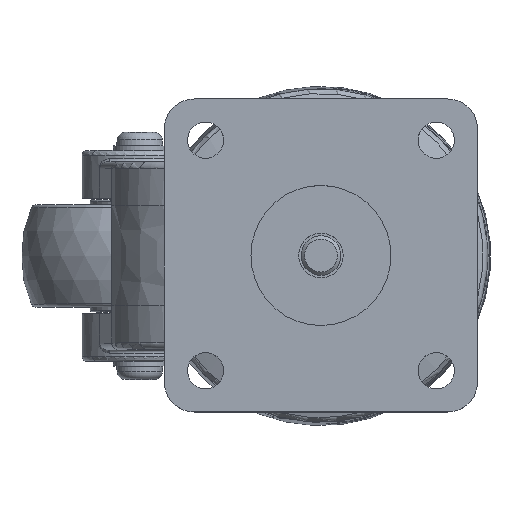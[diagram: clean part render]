
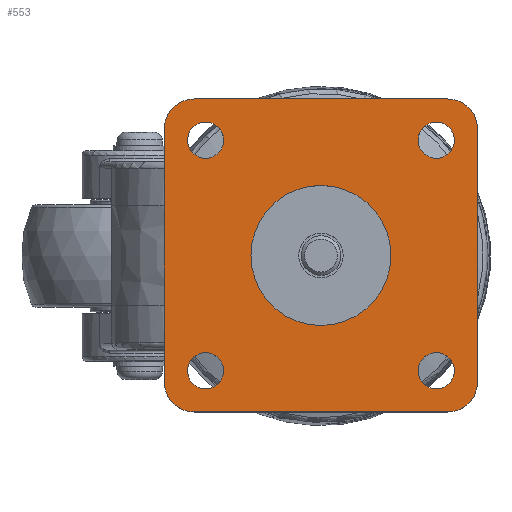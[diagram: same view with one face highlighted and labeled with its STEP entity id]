
A CAD part, top view. The second image highlights one B-rep face of the part: STEP entity #553.
In plain terms, the highlighted planar face has unit normal (0, 0, 1).
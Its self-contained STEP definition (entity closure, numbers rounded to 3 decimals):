
#553=ADVANCED_FACE('',(#1837,#991,#1838,#1839,#1840,#1841),#913,.T.);
#913=PLANE('',#5410);
#991=FACE_OUTER_BOUND('',#1927,.T.);
#1325=LINE('',#7720,#1581);
#1326=LINE('',#7725,#1582);
#1327=LINE('',#7729,#1583);
#1328=LINE('',#7733,#1584);
#1581=VECTOR('',#6091,1.);
#1582=VECTOR('',#6094,1.);
#1583=VECTOR('',#6097,1.);
#1584=VECTOR('',#6100,1.);
#1837=FACE_BOUND('',#1926,.T.);
#1838=FACE_BOUND('',#1928,.T.);
#1839=FACE_BOUND('',#1929,.T.);
#1840=FACE_BOUND('',#1930,.T.);
#1841=FACE_BOUND('',#1931,.T.);
#1926=EDGE_LOOP('',(#2349));
#1927=EDGE_LOOP('',(#2350,#2351,#2352,#2353,#2354,#2355,#2356,#2357));
#1928=EDGE_LOOP('',(#2358));
#1929=EDGE_LOOP('',(#2359));
#1930=EDGE_LOOP('',(#2360));
#1931=EDGE_LOOP('',(#2361));
#2349=ORIENTED_EDGE('',*,*,#4310,.T.);
#2350=ORIENTED_EDGE('',*,*,#4311,.F.);
#2351=ORIENTED_EDGE('',*,*,#4312,.T.);
#2352=ORIENTED_EDGE('',*,*,#4313,.F.);
#2353=ORIENTED_EDGE('',*,*,#4314,.T.);
#2354=ORIENTED_EDGE('',*,*,#4315,.F.);
#2355=ORIENTED_EDGE('',*,*,#4316,.T.);
#2356=ORIENTED_EDGE('',*,*,#4317,.F.);
#2357=ORIENTED_EDGE('',*,*,#4318,.T.);
#2358=ORIENTED_EDGE('',*,*,#4319,.F.);
#2359=ORIENTED_EDGE('',*,*,#4320,.F.);
#2360=ORIENTED_EDGE('',*,*,#4321,.F.);
#2361=ORIENTED_EDGE('',*,*,#4322,.F.);
#3861=VERTEX_POINT('',#7719);
#3862=VERTEX_POINT('',#7721);
#3863=VERTEX_POINT('',#7722);
#3864=VERTEX_POINT('',#7724);
#3865=VERTEX_POINT('',#7726);
#3866=VERTEX_POINT('',#7728);
#3867=VERTEX_POINT('',#7730);
#3868=VERTEX_POINT('',#7732);
#3869=VERTEX_POINT('',#7734);
#3870=VERTEX_POINT('',#7737);
#3871=VERTEX_POINT('',#7739);
#3872=VERTEX_POINT('',#7741);
#3873=VERTEX_POINT('',#7743);
#4310=EDGE_CURVE('',#3861,#3861,#5066,.T.);
#4311=EDGE_CURVE('',#3862,#3863,#1325,.T.);
#4312=EDGE_CURVE('',#3862,#3864,#5067,.T.);
#4313=EDGE_CURVE('',#3865,#3864,#1326,.T.);
#4314=EDGE_CURVE('',#3865,#3866,#5068,.T.);
#4315=EDGE_CURVE('',#3867,#3866,#1327,.T.);
#4316=EDGE_CURVE('',#3867,#3868,#5069,.T.);
#4317=EDGE_CURVE('',#3869,#3868,#1328,.T.);
#4318=EDGE_CURVE('',#3869,#3863,#5070,.T.);
#4319=EDGE_CURVE('',#3870,#3870,#5071,.T.);
#4320=EDGE_CURVE('',#3871,#3871,#5072,.T.);
#4321=EDGE_CURVE('',#3872,#3872,#5073,.T.);
#4322=EDGE_CURVE('',#3873,#3873,#5074,.T.);
#5066=CIRCLE('',#5401,21.25);
#5067=CIRCLE('',#5402,9.);
#5068=CIRCLE('',#5403,9.);
#5069=CIRCLE('',#5404,9.);
#5070=CIRCLE('',#5405,9.);
#5071=CIRCLE('',#5406,5.5);
#5072=CIRCLE('',#5407,5.5);
#5073=CIRCLE('',#5408,5.5);
#5074=CIRCLE('',#5409,5.5);
#5401=AXIS2_PLACEMENT_3D('',#7718,#6089,#6090);
#5402=AXIS2_PLACEMENT_3D('',#7723,#6092,#6093);
#5403=AXIS2_PLACEMENT_3D('',#7727,#6095,#6096);
#5404=AXIS2_PLACEMENT_3D('',#7731,#6098,#6099);
#5405=AXIS2_PLACEMENT_3D('',#7735,#6101,#6102);
#5406=AXIS2_PLACEMENT_3D('',#7736,#6103,#6104);
#5407=AXIS2_PLACEMENT_3D('',#7738,#6105,#6106);
#5408=AXIS2_PLACEMENT_3D('',#7740,#6107,#6108);
#5409=AXIS2_PLACEMENT_3D('',#7742,#6109,#6110);
#5410=AXIS2_PLACEMENT_3D('',#7744,#6111,#6112);
#6089=DIRECTION('',(0.,0.,-1.));
#6090=DIRECTION('',(-1.,0.,0.));
#6091=DIRECTION('',(0.,1.,0.));
#6092=DIRECTION('',(0.,0.,1.));
#6093=DIRECTION('',(1.,0.,0.));
#6094=DIRECTION('',(-1.,0.,0.));
#6095=DIRECTION('',(0.,0.,1.));
#6096=DIRECTION('',(1.,0.,0.));
#6097=DIRECTION('',(0.,-1.,0.));
#6098=DIRECTION('',(0.,0.,1.));
#6099=DIRECTION('',(1.,0.,0.));
#6100=DIRECTION('',(1.,0.,0.));
#6101=DIRECTION('',(0.,0.,1.));
#6102=DIRECTION('',(1.,0.,0.));
#6103=DIRECTION('',(0.,0.,1.));
#6104=DIRECTION('',(1.,0.,0.));
#6105=DIRECTION('',(0.,0.,1.));
#6106=DIRECTION('',(1.,0.,0.));
#6107=DIRECTION('',(0.,0.,1.));
#6108=DIRECTION('',(1.,0.,0.));
#6109=DIRECTION('',(0.,0.,1.));
#6110=DIRECTION('',(1.,0.,0.));
#6111=DIRECTION('',(0.,0.,1.));
#6112=DIRECTION('',(1.,0.,0.));
#7718=CARTESIAN_POINT('',(47.5,47.5,7.));
#7719=CARTESIAN_POINT('',(26.25,47.5,7.));
#7720=CARTESIAN_POINT('',(0.,47.5,7.));
#7721=CARTESIAN_POINT('',(0.,9.,7.));
#7722=CARTESIAN_POINT('',(0.,86.,7.));
#7723=CARTESIAN_POINT('',(9.,9.,7.));
#7724=CARTESIAN_POINT('',(9.,0.,7.));
#7725=CARTESIAN_POINT('',(47.5,0.,7.));
#7726=CARTESIAN_POINT('',(86.,0.,7.));
#7727=CARTESIAN_POINT('',(86.,9.,7.));
#7728=CARTESIAN_POINT('',(95.,9.,7.));
#7729=CARTESIAN_POINT('',(95.,47.5,7.));
#7730=CARTESIAN_POINT('',(95.,86.,7.));
#7731=CARTESIAN_POINT('',(86.,86.,7.));
#7732=CARTESIAN_POINT('',(86.,95.,7.));
#7733=CARTESIAN_POINT('',(47.5,95.,7.));
#7734=CARTESIAN_POINT('',(9.,95.,7.));
#7735=CARTESIAN_POINT('',(9.,86.,7.));
#7736=CARTESIAN_POINT('',(82.5,12.5,7.));
#7737=CARTESIAN_POINT('',(88.,12.5,7.));
#7738=CARTESIAN_POINT('',(82.5,82.5,7.));
#7739=CARTESIAN_POINT('',(88.,82.5,7.));
#7740=CARTESIAN_POINT('',(12.5,12.5,7.));
#7741=CARTESIAN_POINT('',(18.,12.5,7.));
#7742=CARTESIAN_POINT('',(12.5,82.5,7.));
#7743=CARTESIAN_POINT('',(18.,82.5,7.));
#7744=CARTESIAN_POINT('',(47.5,47.5,7.));
